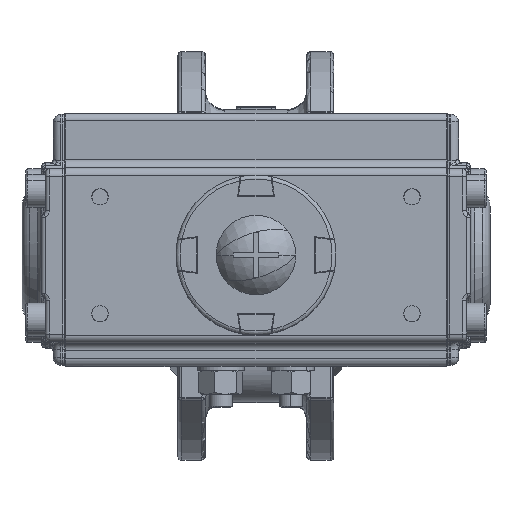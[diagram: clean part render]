
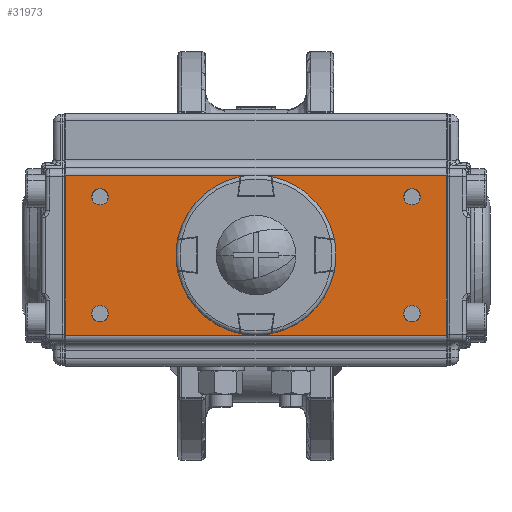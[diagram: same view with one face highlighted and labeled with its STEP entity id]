
A CAD part, top view. The second image highlights one B-rep face of the part: STEP entity #31973.
In plain terms, the highlighted planar face has unit normal (0, 0, 1).
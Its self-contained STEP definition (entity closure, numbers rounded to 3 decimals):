
#31834=CARTESIAN_POINT('',(49.,22.5,113.5));
#31835=DIRECTION('',(-0.,0.,-1.));
#31836=DIRECTION('',(0.,1.,0.));
#31837=AXIS2_PLACEMENT_3D('',#31834,#31835,#31836);
#31838=PLANE('',#31837);
#31839=CARTESIAN_POINT('',(-37.9,-15.,113.5));
#31840=VERTEX_POINT('',#31839);
#31841=CARTESIAN_POINT('',(-42.1,-15.,113.5));
#31842=VERTEX_POINT('',#31841);
#31843=CARTESIAN_POINT('',(-40.,-15.,113.5));
#31844=DIRECTION('',(0.,-0.,1.));
#31845=DIRECTION('',(1.,-0.,-0.));
#31846=AXIS2_PLACEMENT_3D('',#31843,#31844,#31845);
#31847=CIRCLE('',#31846,2.1);
#31848=EDGE_CURVE('NONE',#31840,#31842,#31847,.T.);
#31849=ORIENTED_EDGE('',*,*,#31848,.F.);
#31850=CARTESIAN_POINT('',(-40.,-15.,113.5));
#31851=DIRECTION('',(0.,-0.,1.));
#31852=DIRECTION('',(1.,-0.,-0.));
#31853=AXIS2_PLACEMENT_3D('',#31850,#31851,#31852);
#31854=CIRCLE('',#31853,2.1);
#31855=EDGE_CURVE('NONE',#31842,#31840,#31854,.T.);
#31856=ORIENTED_EDGE('',*,*,#31855,.F.);
#31857=EDGE_LOOP('',(#31849,#31856));
#31858=FACE_BOUND('',#31857,.T.);
#31859=CARTESIAN_POINT('',(-37.9,15.,113.5));
#31860=VERTEX_POINT('',#31859);
#31861=CARTESIAN_POINT('',(-42.1,15.,113.5));
#31862=VERTEX_POINT('',#31861);
#31863=CARTESIAN_POINT('',(-40.,15.,113.5));
#31864=DIRECTION('',(0.,-0.,1.));
#31865=DIRECTION('',(1.,-0.,-0.));
#31866=AXIS2_PLACEMENT_3D('',#31863,#31864,#31865);
#31867=CIRCLE('',#31866,2.1);
#31868=EDGE_CURVE('NONE',#31860,#31862,#31867,.T.);
#31869=ORIENTED_EDGE('',*,*,#31868,.F.);
#31870=CARTESIAN_POINT('',(-40.,15.,113.5));
#31871=DIRECTION('',(0.,-0.,1.));
#31872=DIRECTION('',(1.,-0.,-0.));
#31873=AXIS2_PLACEMENT_3D('',#31870,#31871,#31872);
#31874=CIRCLE('',#31873,2.1);
#31875=EDGE_CURVE('NONE',#31862,#31860,#31874,.T.);
#31876=ORIENTED_EDGE('',*,*,#31875,.F.);
#31877=EDGE_LOOP('',(#31869,#31876));
#31878=FACE_BOUND('',#31877,.T.);
#31879=CARTESIAN_POINT('',(42.1,15.,113.5));
#31880=VERTEX_POINT('',#31879);
#31881=CARTESIAN_POINT('',(37.9,15.,113.5));
#31882=VERTEX_POINT('',#31881);
#31883=CARTESIAN_POINT('',(40.,15.,113.5));
#31884=DIRECTION('',(0.,-0.,1.));
#31885=DIRECTION('',(1.,-0.,-0.));
#31886=AXIS2_PLACEMENT_3D('',#31883,#31884,#31885);
#31887=CIRCLE('',#31886,2.1);
#31888=EDGE_CURVE('NONE',#31880,#31882,#31887,.T.);
#31889=ORIENTED_EDGE('',*,*,#31888,.F.);
#31890=CARTESIAN_POINT('',(40.,15.,113.5));
#31891=DIRECTION('',(0.,-0.,1.));
#31892=DIRECTION('',(1.,-0.,-0.));
#31893=AXIS2_PLACEMENT_3D('',#31890,#31891,#31892);
#31894=CIRCLE('',#31893,2.1);
#31895=EDGE_CURVE('NONE',#31882,#31880,#31894,.T.);
#31896=ORIENTED_EDGE('',*,*,#31895,.F.);
#31897=EDGE_LOOP('',(#31889,#31896));
#31898=FACE_BOUND('',#31897,.T.);
#31899=CARTESIAN_POINT('',(42.1,-15.,113.5));
#31900=VERTEX_POINT('',#31899);
#31901=CARTESIAN_POINT('',(37.9,-15.,113.5));
#31902=VERTEX_POINT('',#31901);
#31903=CARTESIAN_POINT('',(40.,-15.,113.5));
#31904=DIRECTION('',(0.,-0.,1.));
#31905=DIRECTION('',(1.,-0.,-0.));
#31906=AXIS2_PLACEMENT_3D('',#31903,#31904,#31905);
#31907=CIRCLE('',#31906,2.1);
#31908=EDGE_CURVE('NONE',#31900,#31902,#31907,.T.);
#31909=ORIENTED_EDGE('',*,*,#31908,.F.);
#31910=CARTESIAN_POINT('',(40.,-15.,113.5));
#31911=DIRECTION('',(0.,-0.,1.));
#31912=DIRECTION('',(1.,-0.,-0.));
#31913=AXIS2_PLACEMENT_3D('',#31910,#31911,#31912);
#31914=CIRCLE('',#31913,2.1);
#31915=EDGE_CURVE('NONE',#31902,#31900,#31914,.T.);
#31916=ORIENTED_EDGE('',*,*,#31915,.F.);
#31917=EDGE_LOOP('',(#31909,#31916));
#31918=FACE_BOUND('',#31917,.T.);
#31919=CARTESIAN_POINT('',(-48.8,-20.5,113.5));
#31920=VERTEX_POINT('',#31919);
#31921=CARTESIAN_POINT('',(48.8,-20.5,113.5));
#31922=VERTEX_POINT('',#31921);
#31923=CARTESIAN_POINT('',(-48.8,-20.5,113.5));
#31924=DIRECTION('',(1.,-0.,-0.));
#31925=VECTOR('',#31924,97.6);
#31926=LINE('',#31923,#31925);
#31927=EDGE_CURVE('',#31920,#31922,#31926,.T.);
#31928=ORIENTED_EDGE('',*,*,#31927,.T.);
#31929=CARTESIAN_POINT('',(48.8,20.5,113.5));
#31930=VERTEX_POINT('',#31929);
#31931=CARTESIAN_POINT('',(48.8,-20.5,113.5));
#31932=DIRECTION('',(0.,1.,0.));
#31933=VECTOR('',#31932,41.);
#31934=LINE('',#31931,#31933);
#31935=EDGE_CURVE('',#31922,#31930,#31934,.T.);
#31936=ORIENTED_EDGE('',*,*,#31935,.T.);
#31937=CARTESIAN_POINT('',(-48.8,20.5,113.5));
#31938=VERTEX_POINT('',#31937);
#31939=CARTESIAN_POINT('',(48.8,20.5,113.5));
#31940=DIRECTION('',(-1.,0.,0.));
#31941=VECTOR('',#31940,97.6);
#31942=LINE('',#31939,#31941);
#31943=EDGE_CURVE('',#31930,#31938,#31942,.T.);
#31944=ORIENTED_EDGE('',*,*,#31943,.T.);
#31945=CARTESIAN_POINT('',(-48.8,20.5,113.5));
#31946=DIRECTION('',(-0.,-1.,-0.));
#31947=VECTOR('',#31946,41.);
#31948=LINE('',#31945,#31947);
#31949=EDGE_CURVE('',#31938,#31920,#31948,.T.);
#31950=ORIENTED_EDGE('',*,*,#31949,.T.);
#31951=EDGE_LOOP('',(#31928,#31936,#31944,#31950));
#31952=FACE_BOUND('',#31951,.T.);
#31953=CARTESIAN_POINT('',(-7.,0.,113.5));
#31954=VERTEX_POINT('',#31953);
#31955=CARTESIAN_POINT('',(7.,0.,113.5));
#31956=VERTEX_POINT('',#31955);
#31957=CARTESIAN_POINT('',(0.,0.,113.5));
#31958=DIRECTION('',(-0.,0.,-1.));
#31959=DIRECTION('',(-1.,0.,0.));
#31960=AXIS2_PLACEMENT_3D('',#31957,#31958,#31959);
#31961=CIRCLE('',#31960,7.);
#31962=EDGE_CURVE('',#31954,#31956,#31961,.T.);
#31963=ORIENTED_EDGE('',*,*,#31962,.T.);
#31964=CARTESIAN_POINT('',(0.,0.,113.5));
#31965=DIRECTION('',(-0.,0.,-1.));
#31966=DIRECTION('',(-1.,0.,0.));
#31967=AXIS2_PLACEMENT_3D('',#31964,#31965,#31966);
#31968=CIRCLE('',#31967,7.);
#31969=EDGE_CURVE('',#31956,#31954,#31968,.T.);
#31970=ORIENTED_EDGE('',*,*,#31969,.T.);
#31971=EDGE_LOOP('',(#31963,#31970));
#31972=FACE_BOUND('',#31971,.T.);
#31973=ADVANCED_FACE('',(#31858,#31878,#31898,#31918,#31952,#31972),#31838,.F.);
